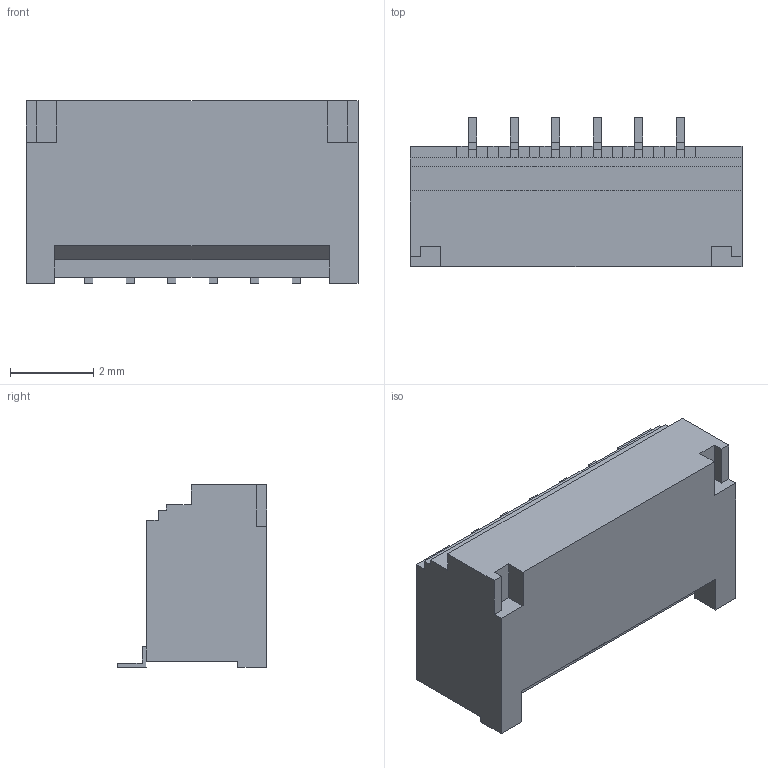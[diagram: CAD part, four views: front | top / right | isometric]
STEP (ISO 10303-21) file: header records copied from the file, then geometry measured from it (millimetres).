
FILE_DESCRIPTION( ( '' ), ' ' );
FILE_NAME( '5b108e69c5fa990c4c5ebf5f.step', '2018-06-01T00:08:12', ( '' ), ( '' ), ' ', ' ', ' ' );
FILE_SCHEMA( ( 'AUTOMOTIVE_DESIGN { 1 0 10303 214 1 1 1 1 }' ) );
Length unit declared in the file: metre
Products named in the file (1): Open CASCADE STEP translator 6.8 1
Bounding box: 8 x 3.6 x 4.4 mm (x, y, z)
Volume: 87.4 mm3; surface area: 160.7 mm2
Topology: 1 solids, 1 shells, 127 faces, 373 edges, 248 vertices
Faces by surface type: plane 127
Entity records: 7028 total; most frequent: CARTESIAN_POINT 749, ORIENTED_EDGE 746, DIRECTION 629, STYLED_ITEM 500, PRESENTATION_STYLE_ASSIGNMENT 500, COLOUR_RGB 500, EDGE_CURVE 373, CURVE_STYLE 373
